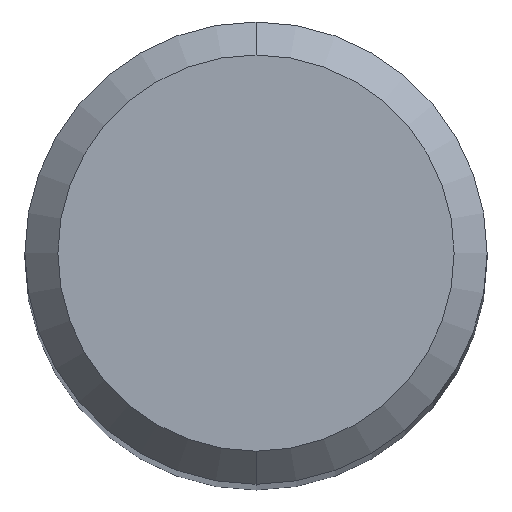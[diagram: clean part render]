
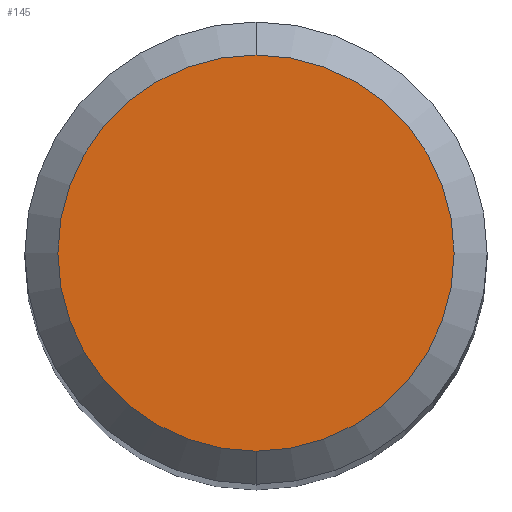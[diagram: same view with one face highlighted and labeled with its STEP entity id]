
A CAD part, top view. The second image highlights one B-rep face of the part: STEP entity #145.
In plain terms, the highlighted planar face has unit normal (0, 0, 1).
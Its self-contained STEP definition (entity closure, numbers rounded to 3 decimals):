
#145=ADVANCED_FACE('',(#376),#377,.T.);
#217=EDGE_CURVE('',#259,#313,#456,.T.);
#259=VERTEX_POINT('',#505);
#313=VERTEX_POINT('',#566);
#345=EDGE_CURVE('',#313,#259,#603,.T.);
#376=FACE_OUTER_BOUND('',#630,.T.);
#377=PLANE('',#631);
#456=CIRCLE('',#743,1.8);
#505=CARTESIAN_POINT('',(0.0,1.8,0.0));
#566=CARTESIAN_POINT('',(0.,-1.8,0.0));
#603=CIRCLE('',#924,1.8);
#630=EDGE_LOOP('',(#936,#937));
#631=AXIS2_PLACEMENT_3D('',#938,#939,#940);
#743=AXIS2_PLACEMENT_3D('',#1043,#1044,#1045);
#924=AXIS2_PLACEMENT_3D('',#1232,#1233,#1234);
#936=ORIENTED_EDGE('',*,*,#217,.F.);
#937=ORIENTED_EDGE('',*,*,#345,.F.);
#938=CARTESIAN_POINT('',(0.0,0.9,0.0));
#939=DIRECTION('',(-0.0,0.0,1.0));
#940=DIRECTION('',(0.0,-1.0,0.0));
#1043=CARTESIAN_POINT('',(0.0,0.0,0.0));
#1044=DIRECTION('',(0.0,0.0,-1.0));
#1045=DIRECTION('',(0.0,1.0,0.0));
#1232=CARTESIAN_POINT('',(0.0,0.0,0.0));
#1233=DIRECTION('',(0.0,0.0,-1.0));
#1234=DIRECTION('',(0.0,1.0,0.0));
